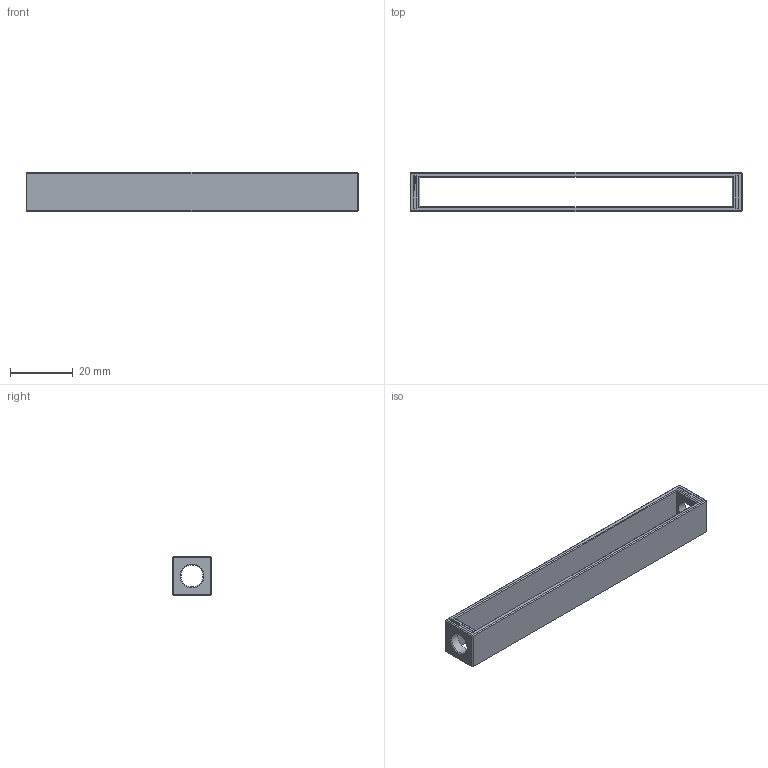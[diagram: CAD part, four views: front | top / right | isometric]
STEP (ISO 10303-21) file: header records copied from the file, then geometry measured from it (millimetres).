
FILE_DESCRIPTION(('FreeCAD Model'),'2;1');
FILE_NAME('Open CASCADE Shape Model','2021-05-23T21:30:50',( 'Paulo Kiefe'),('STEMFIE.org'),'Open CASCADE STEP processor 7.4', 'FreeCAD','Unknown');
FILE_SCHEMA(('AUTOMOTIVE_DESIGN { 1 0 10303 214 1 1 1 1 }'));
Length unit declared in the file: millimetre
Products named in the file (1): Beam_STR_BXS_ESS_BU08.50x01.00x01.00x00.25x00.125_-_SPN-BEM-0031_
(stemfie.org)
Bounding box: 106.25 x 12.5 x 12.5 mm (x, y, z)
Volume: 4593.2 mm3; surface area: 6301.3 mm2
Topology: 1 solids, 1 shells, 478 faces, 1292 edges, 850 vertices
Faces by surface type: plane 360, extrusion 114, cone 2, cylinder 2
Full cylindrical faces by diameter (mm): 7 x2
Entity records: 31714 total; most frequent: CARTESIAN_POINT 6357, DIRECTION 4268, VECTOR 3524, LINE 3410, ORIENTED_EDGE 2584, PCURVE 2584, DEFINITIONAL_REPRESENTATION 2584, EDGE_CURVE 1292
